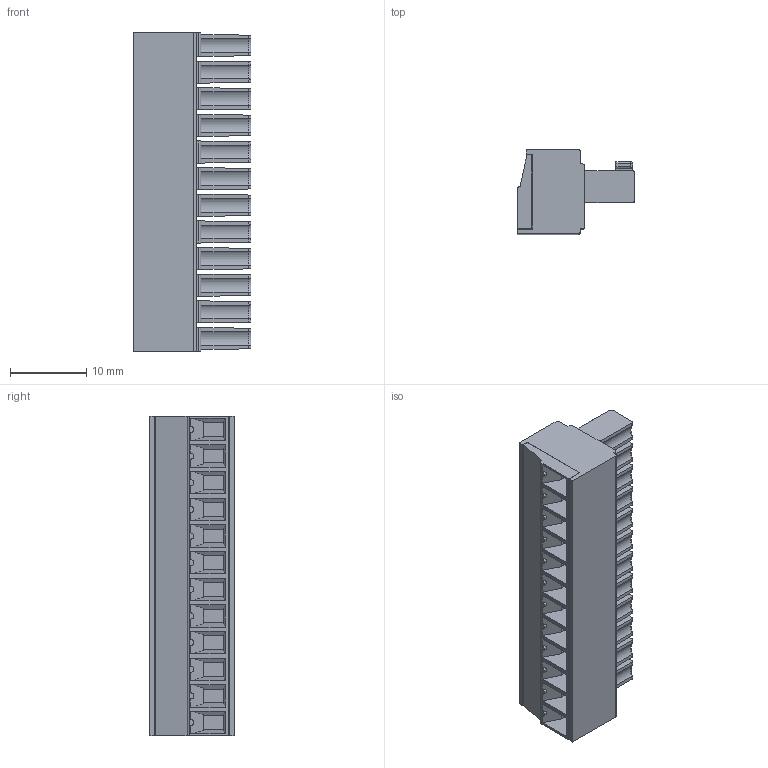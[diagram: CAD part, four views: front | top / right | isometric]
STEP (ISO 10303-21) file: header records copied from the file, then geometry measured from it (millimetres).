
FILE_DESCRIPTION(('STEP AP214'),'1');
FILE_NAME('SH12-3,5.stp','2018-11-19T08:31:49',(' '),(' '),'Spatial InterOp 3D',' ',' ');
FILE_SCHEMA(('AUTOMOTIVE_DESIGN { 1 0 10303 214 1 1 1 1 }'));
Length unit declared in the file: metre
Products named in the file (1): 1
Bounding box: 15.5 x 11.1 x 42 mm (x, y, z)
Volume: 3950.7 mm3; surface area: 4684.5 mm2
Topology: 1 solids, 1 shells, 982 faces, 2615 edges, 1669 vertices
Faces by surface type: plane 666, cylinder 220, torus 36, cone 36, sphere 24
Full cylindrical faces by diameter (mm): 1.2 x12, 2.8 x12, 3 x12
Entity records: 37647 total; most frequent: CARTESIAN_POINT 5773, ORIENTED_EDGE 4964, DIRECTION 4884, EDGE_CURVE 2482, LINE 1846, VECTOR 1846, VERTEX_POINT 1632, AXIS2_PLACEMENT_3D 1519
